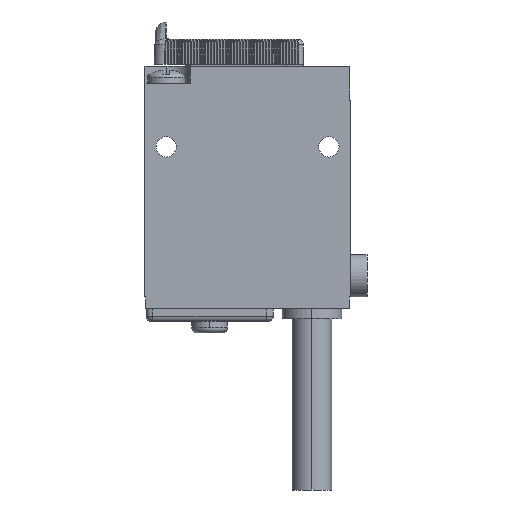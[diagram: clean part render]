
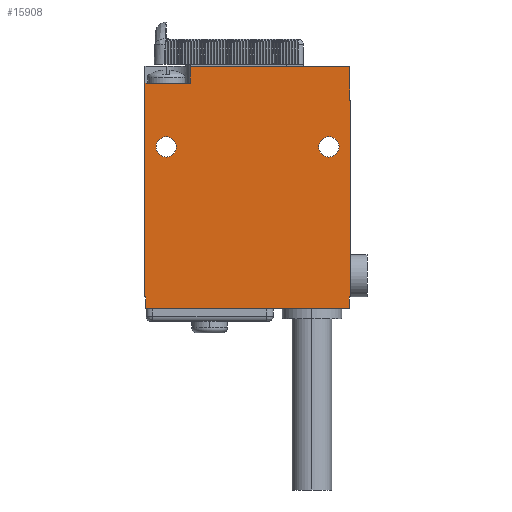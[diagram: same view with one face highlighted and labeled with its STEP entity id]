
A CAD part, left-side view. The second image highlights one B-rep face of the part: STEP entity #15908.
In plain terms, the highlighted planar face has unit normal (-1, 0, 0).
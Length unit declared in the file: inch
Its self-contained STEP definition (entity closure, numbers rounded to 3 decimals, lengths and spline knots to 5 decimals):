
#4301=DIRECTION('',(0.,1.,0.));
#4302=VECTOR('',#4301,0.941);
#4303=CARTESIAN_POINT('',(-0.236,0.002,0.2));
#4304=LINE('',#4303,#4302);
#4392=DIRECTION('',(0.,0.,-1.));
#4393=VECTOR('',#4392,0.07);
#4394=CARTESIAN_POINT('',(-0.236,1.205,-1.16));
#4395=LINE('',#4394,#4393);
#4396=DIRECTION('',(0.,1.,0.));
#4397=VECTOR('',#4396,0.005);
#4398=CARTESIAN_POINT('',(-0.236,0.,-1.16));
#4399=LINE('',#4398,#4397);
#4400=DIRECTION('',(0.,0.,-1.));
#4401=VECTOR('',#4400,0.07);
#4402=CARTESIAN_POINT('',(-0.236,0.005,-1.16));
#4403=LINE('',#4402,#4401);
#4404=DIRECTION('',(0.,1.,0.));
#4405=VECTOR('',#4404,0.005);
#4406=CARTESIAN_POINT('',(-0.236,1.205,-1.16));
#4407=LINE('',#4406,#4405);
#4408=DIRECTION('',(0.,-1.,0.));
#4409=VECTOR('',#4408,0.267);
#4410=CARTESIAN_POINT('',(-0.236,1.21,0.1));
#4411=LINE('',#4410,#4409);
#4412=DIRECTION('',(0.,0.,-1.));
#4413=VECTOR('',#4412,0.1);
#4414=CARTESIAN_POINT('',(-0.236,0.943,0.2));
#4415=LINE('',#4414,#4413);
#4416=DIRECTION('',(0.,0.,-1.));
#4417=VECTOR('',#4416,0.2);
#4418=CARTESIAN_POINT('',(-0.236,0.002,0.2));
#4419=LINE('',#4418,#4417);
#4420=DIRECTION('',(0.,-1.,0.));
#4421=VECTOR('',#4420,0.002);
#4422=CARTESIAN_POINT('',(-0.236,0.002,0.));
#4423=LINE('',#4422,#4421);
#4424=DIRECTION('',(0.,0.,-1.));
#4425=VECTOR('',#4424,1.16);
#4426=CARTESIAN_POINT('',(-0.236,0.,0.));
#4427=LINE('',#4426,#4425);
#4428=CARTESIAN_POINT('',(-0.236,1.085,-0.275));
#4429=DIRECTION('',(1.,0.,0.));
#4430=DIRECTION('',(0.,0.,-1.));
#4431=AXIS2_PLACEMENT_3D('',#4428,#4429,#4430);
#4433=CARTESIAN_POINT('',(-0.236,1.085,-0.275));
#4434=DIRECTION('',(1.,0.,0.));
#4435=DIRECTION('',(0.,0.,1.));
#4436=AXIS2_PLACEMENT_3D('',#4433,#4434,#4435);
#4438=CARTESIAN_POINT('',(-0.236,0.125,-0.275));
#4439=DIRECTION('',(1.,0.,0.));
#4440=DIRECTION('',(0.,0.,-1.));
#4441=AXIS2_PLACEMENT_3D('',#4438,#4439,#4440);
#4443=CARTESIAN_POINT('',(-0.236,0.125,-0.275));
#4444=DIRECTION('',(1.,0.,0.));
#4445=DIRECTION('',(0.,0.,1.));
#4446=AXIS2_PLACEMENT_3D('',#4443,#4444,#4445);
#4476=DIRECTION('',(0.,1.,0.));
#4477=VECTOR('',#4476,1.2);
#4478=CARTESIAN_POINT('',(-0.236,0.005,-1.23));
#4479=LINE('',#4478,#4477);
#6555=DIRECTION('',(0.,0.,-1.));
#6556=VECTOR('',#6555,1.26);
#6557=CARTESIAN_POINT('',(-0.236,1.21,0.1));
#6558=LINE('',#6557,#6556);
#9211=CARTESIAN_POINT('',(-0.236,0.,0.));
#9212=CARTESIAN_POINT('',(-0.236,0.,-1.16));
#9213=VERTEX_POINT('',#9211);
#9214=VERTEX_POINT('',#9212);
#9219=CARTESIAN_POINT('',(-0.236,1.21,-1.16));
#9221=VERTEX_POINT('',#9219);
#9231=CARTESIAN_POINT('',(-0.236,1.085,-0.335));
#9232=CARTESIAN_POINT('',(-0.236,1.085,-0.215));
#9233=VERTEX_POINT('',#9231);
#9234=VERTEX_POINT('',#9232);
#9235=CARTESIAN_POINT('',(-0.236,0.125,-0.335));
#9236=CARTESIAN_POINT('',(-0.236,0.125,-0.215));
#9237=VERTEX_POINT('',#9235);
#9238=VERTEX_POINT('',#9236);
#9527=CARTESIAN_POINT('',(-0.236,0.943,0.2));
#9529=VERTEX_POINT('',#9527);
#9543=CARTESIAN_POINT('',(-0.236,0.943,0.1));
#9544=VERTEX_POINT('',#9543);
#9549=CARTESIAN_POINT('',(-0.236,0.002,0.2));
#9550=VERTEX_POINT('',#9549);
#9621=CARTESIAN_POINT('',(-0.236,1.21,0.1));
#9622=VERTEX_POINT('',#9621);
#9629=CARTESIAN_POINT('',(-0.236,0.002,0.));
#9631=VERTEX_POINT('',#9629);
#10992=CARTESIAN_POINT('',(-0.236,0.005,-1.23));
#10994=VERTEX_POINT('',#10992);
#10995=CARTESIAN_POINT('',(-0.236,1.205,-1.23));
#10996=VERTEX_POINT('',#10995);
#11377=CARTESIAN_POINT('',(-0.236,0.005,-1.16));
#11379=VERTEX_POINT('',#11377);
#11381=CARTESIAN_POINT('',(-0.236,1.205,-1.16));
#11383=VERTEX_POINT('',#11381);
#15868=CARTESIAN_POINT('',(-0.236,0.,0.));
#15869=DIRECTION('',(1.,0.,0.));
#15870=DIRECTION('',(0.,0.,-1.));
#15871=AXIS2_PLACEMENT_3D('',#15868,#15869,#15870);
#15872=PLANE('',#15871);
#15874=ORIENTED_EDGE('',*,*,#15873,.T.);
#15876=ORIENTED_EDGE('',*,*,#15875,.T.);
#15878=ORIENTED_EDGE('',*,*,#15877,.T.);
#15879=ORIENTED_EDGE('',*,*,#15860,.F.);
#15880=ORIENTED_EDGE('',*,*,#15849,.T.);
#15882=ORIENTED_EDGE('',*,*,#15881,.F.);
#15884=ORIENTED_EDGE('',*,*,#15883,.T.);
#15886=ORIENTED_EDGE('',*,*,#15885,.F.);
#15887=ORIENTED_EDGE('',*,*,#15752,.F.);
#15889=ORIENTED_EDGE('',*,*,#15888,.T.);
#15891=ORIENTED_EDGE('',*,*,#15890,.T.);
#15893=ORIENTED_EDGE('',*,*,#15892,.T.);
#15894=EDGE_LOOP('',(#15874,#15876,#15878,#15879,#15880,#15882,#15884,#15886,
#15887,#15889,#15891,#15893));
#15895=FACE_OUTER_BOUND('',#15894,.F.);
#15897=ORIENTED_EDGE('',*,*,#15896,.F.);
#15899=ORIENTED_EDGE('',*,*,#15898,.F.);
#15900=EDGE_LOOP('',(#15897,#15899));
#15901=FACE_BOUND('',#15900,.F.);
#15903=ORIENTED_EDGE('',*,*,#15902,.F.);
#15905=ORIENTED_EDGE('',*,*,#15904,.F.);
#15906=EDGE_LOOP('',(#15903,#15905));
#15907=FACE_BOUND('',#15906,.F.);
#15908=ADVANCED_FACE('',(#15895,#15901,#15907),#15872,.F.);
#4432=CIRCLE('',#4431,0.06);
#4437=CIRCLE('',#4436,0.06);
#4442=CIRCLE('',#4441,0.06);
#4447=CIRCLE('',#4446,0.06);
#15752=EDGE_CURVE('',#9550,#9529,#4304,.T.);
#15849=EDGE_CURVE('',#11383,#9221,#4407,.T.);
#15860=EDGE_CURVE('',#11383,#10996,#4395,.T.);
#15873=EDGE_CURVE('',#9214,#11379,#4399,.T.);
#15875=EDGE_CURVE('',#11379,#10994,#4403,.T.);
#15877=EDGE_CURVE('',#10994,#10996,#4479,.T.);
#15881=EDGE_CURVE('',#9622,#9221,#6558,.T.);
#15883=EDGE_CURVE('',#9622,#9544,#4411,.T.);
#15885=EDGE_CURVE('',#9529,#9544,#4415,.T.);
#15888=EDGE_CURVE('',#9550,#9631,#4419,.T.);
#15890=EDGE_CURVE('',#9631,#9213,#4423,.T.);
#15892=EDGE_CURVE('',#9213,#9214,#4427,.T.);
#15896=EDGE_CURVE('',#9233,#9234,#4432,.T.);
#15898=EDGE_CURVE('',#9234,#9233,#4437,.T.);
#15902=EDGE_CURVE('',#9237,#9238,#4442,.T.);
#15904=EDGE_CURVE('',#9238,#9237,#4447,.T.);
